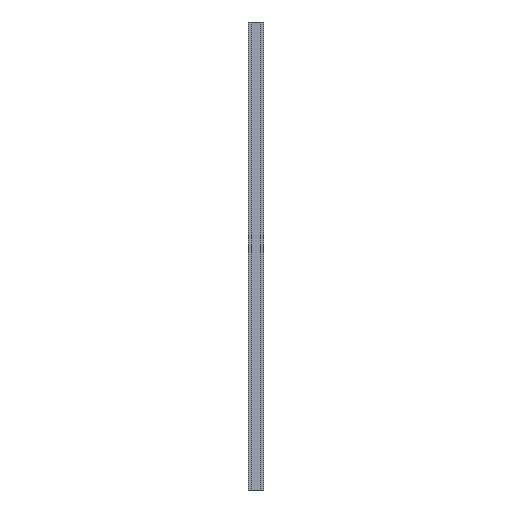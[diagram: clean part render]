
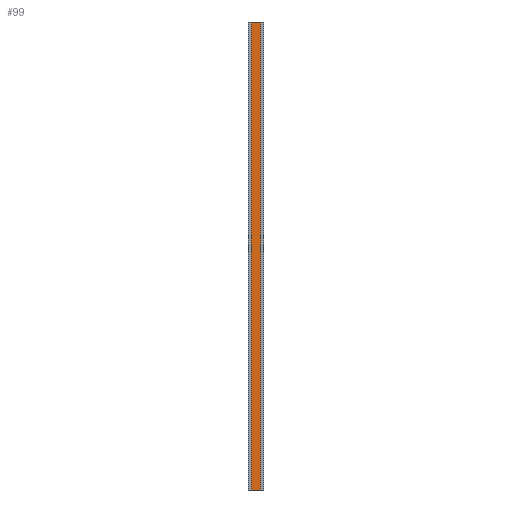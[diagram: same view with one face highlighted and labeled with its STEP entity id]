
A CAD part, left-side view. The second image highlights one B-rep face of the part: STEP entity #99.
In plain terms, the highlighted planar face has unit normal (-1, 0, 0).
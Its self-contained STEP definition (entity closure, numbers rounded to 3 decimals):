
#11 = VECTOR ( 'NONE', #610, 1000. ) ;
#99 = ADVANCED_FACE ( 'NONE', ( #601 ), #1243, .F. ) ;
#171 = CARTESIAN_POINT ( 'NONE',  ( -3., -31., 3000. ) ) ;
#211 = CARTESIAN_POINT ( 'NONE',  ( -3., -31., 0. ) ) ;
#298 = EDGE_CURVE ( 'NONE', #848, #428, #580, .T. ) ;
#317 = CARTESIAN_POINT ( 'NONE',  ( -3., -31., 3000. ) ) ;
#353 = EDGE_CURVE ( 'NONE', #1260, #428, #499, .T. ) ;
#376 = VECTOR ( 'NONE', #1296, 1000. ) ;
#381 = EDGE_CURVE ( 'NONE', #553, #848, #616, .T. ) ;
#386 = CARTESIAN_POINT ( 'NONE',  ( -3., 31., 3000. ) ) ;
#401 = VECTOR ( 'NONE', #1006, 1000. ) ;
#428 = VERTEX_POINT ( 'NONE', #211 ) ;
#431 = VECTOR ( 'NONE', #825, 1000. ) ;
#476 = AXIS2_PLACEMENT_3D ( 'NONE', #1134, #606, #921 ) ;
#499 = LINE ( 'NONE', #171, #431 ) ;
#534 = EDGE_CURVE ( 'NONE', #553, #1260, #855, .T. ) ;
#553 = VERTEX_POINT ( 'NONE', #1171 ) ;
#580 = LINE ( 'NONE', #805, #401 ) ;
#601 = FACE_OUTER_BOUND ( 'NONE', #1270, .T. ) ;
#606 = DIRECTION ( 'NONE',  ( 1., 0., 0. ) ) ;
#610 = DIRECTION ( 'NONE',  ( 0., 0., -1. ) ) ;
#616 = LINE ( 'NONE', #386, #11 ) ;
#618 = ORIENTED_EDGE ( 'NONE', *, *, #381, .T. ) ;
#624 = CARTESIAN_POINT ( 'NONE',  ( -3., 31., 0. ) ) ;
#805 = CARTESIAN_POINT ( 'NONE',  ( -3., -31., 0. ) ) ;
#825 = DIRECTION ( 'NONE',  ( 0., 0., -1. ) ) ;
#848 = VERTEX_POINT ( 'NONE', #624 ) ;
#855 = LINE ( 'NONE', #317, #376 ) ;
#921 = DIRECTION ( 'NONE',  ( 0., 1., 0. ) ) ;
#1004 = ORIENTED_EDGE ( 'NONE', *, *, #534, .F. ) ;
#1006 = DIRECTION ( 'NONE',  ( 0., -1., 0. ) ) ;
#1053 = ORIENTED_EDGE ( 'NONE', *, *, #298, .T. ) ;
#1131 = CARTESIAN_POINT ( 'NONE',  ( -3., -31., 3000. ) ) ;
#1134 = CARTESIAN_POINT ( 'NONE',  ( -3., -31., 3000. ) ) ;
#1171 = CARTESIAN_POINT ( 'NONE',  ( -3., 31., 3000. ) ) ;
#1234 = ORIENTED_EDGE ( 'NONE', *, *, #353, .F. ) ;
#1243 = PLANE ( 'NONE',  #476 ) ;
#1260 = VERTEX_POINT ( 'NONE', #1131 ) ;
#1270 = EDGE_LOOP ( 'NONE', ( #1053, #1234, #1004, #618 ) ) ;
#1296 = DIRECTION ( 'NONE',  ( 0., -1., 0. ) ) ;
